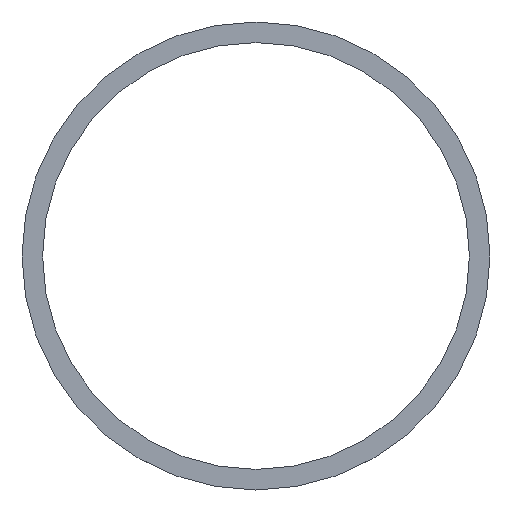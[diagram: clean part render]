
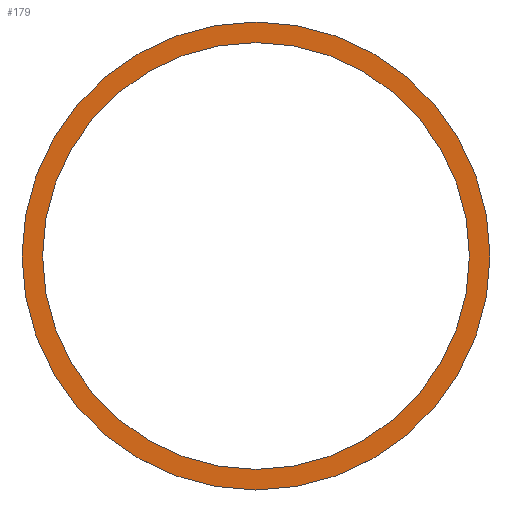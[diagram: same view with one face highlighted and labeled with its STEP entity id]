
A CAD part, top view. The second image highlights one B-rep face of the part: STEP entity #179.
In plain terms, the highlighted planar face has unit normal (0, 0, 1).
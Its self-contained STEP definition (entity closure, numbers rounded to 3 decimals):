
#32=CARTESIAN_POINT('',(28.5,0.,2.75));
#33=VERTEX_POINT('',#32);
#42=CARTESIAN_POINT('',(-28.5,-0.,2.75));
#43=VERTEX_POINT('',#42);
#44=CARTESIAN_POINT('',(-0.,0.,2.75));
#45=DIRECTION('',(0.,0.,-1.));
#46=DIRECTION('',(-1.,0.,0.));
#47=AXIS2_PLACEMENT_3D('',#44,#45,#46);
#48=CIRCLE('',#47,28.5);
#49=EDGE_CURVE('',#43,#33,#48,.T.);
#51=CARTESIAN_POINT('',(-0.,0.,2.75));
#52=DIRECTION('',(0.,0.,-1.));
#53=DIRECTION('',(-1.,0.,0.));
#54=AXIS2_PLACEMENT_3D('',#51,#52,#53);
#55=CIRCLE('',#54,28.5);
#56=EDGE_CURVE('',#33,#43,#55,.T.);
#83=CARTESIAN_POINT('',(31.25,0.,2.75));
#84=VERTEX_POINT('',#83);
#110=CARTESIAN_POINT('',(-31.25,-0.,2.75));
#111=VERTEX_POINT('',#110);
#112=CARTESIAN_POINT('',(-0.,0.,2.75));
#113=DIRECTION('',(0.,0.,-1.));
#114=DIRECTION('',(-1.,0.,0.));
#115=AXIS2_PLACEMENT_3D('',#112,#113,#114);
#116=CIRCLE('',#115,31.25);
#117=EDGE_CURVE('',#84,#111,#116,.T.);
#119=CARTESIAN_POINT('',(-0.,0.,2.75));
#120=DIRECTION('',(0.,0.,-1.));
#121=DIRECTION('',(-1.,0.,0.));
#122=AXIS2_PLACEMENT_3D('',#119,#120,#121);
#123=CIRCLE('',#122,31.25);
#124=EDGE_CURVE('',#111,#84,#123,.T.);
#166=CARTESIAN_POINT('',(-0.,0.,2.75));
#167=DIRECTION('',(0.,0.,-1.));
#168=DIRECTION('',(0.,-1.,0.));
#169=AXIS2_PLACEMENT_3D('',#166,#167,#168);
#170=PLANE('',#169);
#171=ORIENTED_EDGE('',*,*,#49,.T.);
#172=ORIENTED_EDGE('',*,*,#56,.T.);
#173=EDGE_LOOP('',(#171,#172));
#174=FACE_BOUND('',#173,.T.);
#175=ORIENTED_EDGE('',*,*,#117,.F.);
#176=ORIENTED_EDGE('',*,*,#124,.F.);
#177=EDGE_LOOP('',(#175,#176));
#178=FACE_BOUND('',#177,.T.);
#179=ADVANCED_FACE('',(#174,#178),#170,.F.);
